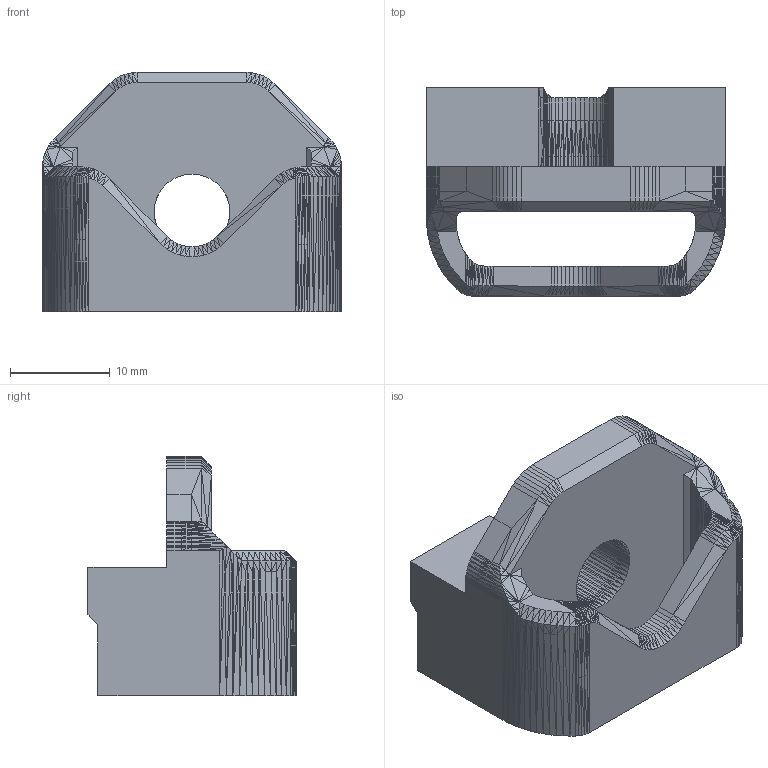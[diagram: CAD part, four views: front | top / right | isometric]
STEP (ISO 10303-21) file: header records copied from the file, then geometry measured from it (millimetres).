
FILE_DESCRIPTION(/* description */ (''),/* implementation_level */ '2;1');
FILE_NAME(/* name */ 'LockBody v1.step',/* time_stamp */ '2019-06-28T22:06:49-04:00',/* author */ (''),/* organization */ (''),/* preprocessor_version */ 'ST-DEVELOPER v18',/* originating_system */ 'Autodesk Translation Framework v8.2.0.1029',/* authorisation */ '');
FILE_SCHEMA (('AUTOMOTIVE_DESIGN { 1 0 10303 214 3 1 1 }'));
Length unit declared in the file: millimetre
Products named in the file (1): LockBody
Bounding box: 30 x 20.89 x 24 mm (x, y, z)
Volume: 6557.3 mm3; surface area: 3488.3 mm2
Topology: 1 solids, 1 shells, 1481 faces, 2600 edges, 1119 vertices
Faces by surface type: plane 1481
Entity records: 32331 total; most frequent: DIRECTION 5564, CARTESIAN_POINT 5201, ORIENTED_EDGE 5200, LINE 2600, VECTOR 2600, EDGE_CURVE 2600, EDGE_LOOP 1483, AXIS2_PLACEMENT_3D 1482
